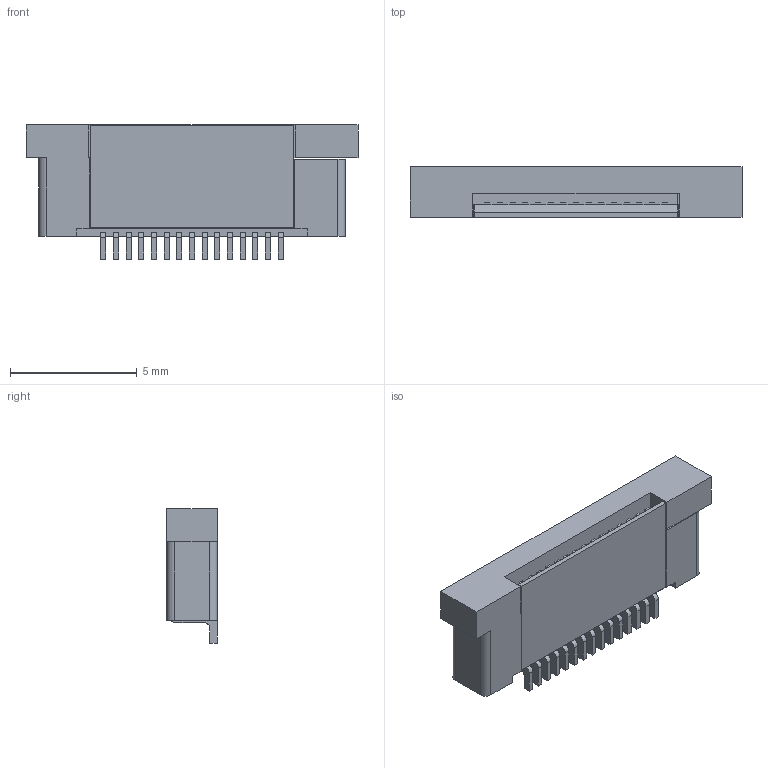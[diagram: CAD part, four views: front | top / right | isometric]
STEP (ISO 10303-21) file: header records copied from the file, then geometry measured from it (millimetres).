
FILE_DESCRIPTION(('STEP AP214'),'1');
FILE_NAME('x05b20l15t.stp','2021-06-25T20:17:45',('TraceParts'),('TraceParts S.A.'),'Spatial InterOp 3D',' ',' ');
FILE_SCHEMA(('AUTOMOTIVE_DESIGN { 1 0 10303 214 1 1 1 1 }'));
Length unit declared in the file: millimetre
Products named in the file (1): x05b20l15t
Bounding box: 13.1 x 2 x 5.3 mm (x, y, z)
Volume: 103.4 mm3; surface area: 262.9 mm2
Topology: 1 solids, 1 shells, 751 faces, 2123 edges, 1394 vertices
Faces by surface type: plane 681, cylinder 70
Entity records: 23860 total; most frequent: CARTESIAN_POINT 4269, ORIENTED_EDGE 4246, DIRECTION 3767, EDGE_CURVE 2123, LINE 1983, VECTOR 1983, VERTEX_POINT 1394, AXIS2_PLACEMENT_3D 892
